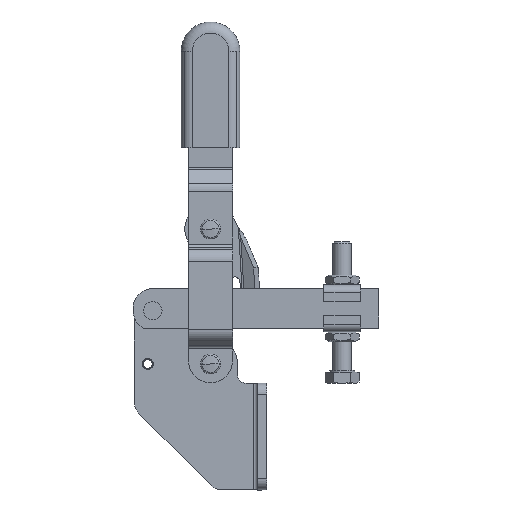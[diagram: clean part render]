
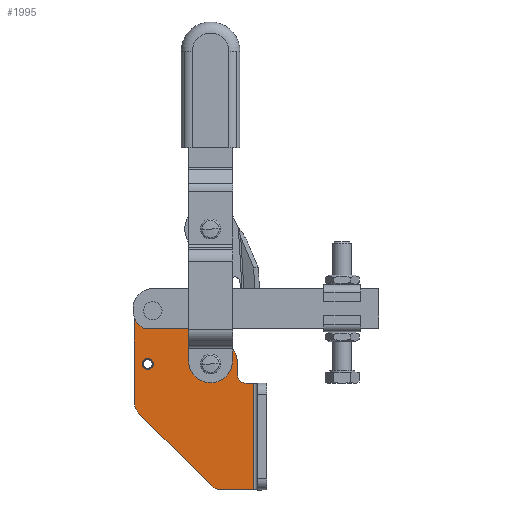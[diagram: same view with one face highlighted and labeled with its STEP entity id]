
A CAD part, top view. The second image highlights one B-rep face of the part: STEP entity #1995.
In plain terms, the highlighted free-form (B-spline) face has degree [1, 1] with [2, 2] control points.
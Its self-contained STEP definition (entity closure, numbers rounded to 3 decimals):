
#214=CARTESIAN_POINT('',(-20.859,3.07,2.5));
#215=VERTEX_POINT('',#214);
#223=CARTESIAN_POINT('',(-20.67,0.082,2.5));
#224=VERTEX_POINT('',#223);
#231=CARTESIAN_POINT('',(-19.359,1.57,2.5));
#232=VERTEX_POINT('',#231);
#233=CARTESIAN_POINT('',(-20.859,1.57,2.5));
#234=DIRECTION('',(0.0,0.0,1.0));
#235=DIRECTION('',(0.0,1.0,0.0));
#236=AXIS2_PLACEMENT_3D('',#233,#234,#235);
#237=CIRCLE('',#236,1.5);
#238=EDGE_CURVE('',#224,#232,#237,.T.);
#240=CARTESIAN_POINT('',(-20.859,1.57,2.5));
#241=DIRECTION('',(0.0,0.0,1.0));
#242=DIRECTION('',(0.0,1.0,0.0));
#243=AXIS2_PLACEMENT_3D('',#240,#241,#242);
#244=CIRCLE('',#243,1.5);
#245=EDGE_CURVE('',#232,#215,#244,.T.);
#278=CARTESIAN_POINT('',(-21.969,16.07,2.5));
#279=VERTEX_POINT('',#278);
#295=CARTESIAN_POINT('',(-16.969,16.07,2.5));
#296=VERTEX_POINT('',#295);
#303=CARTESIAN_POINT('',(-19.469,16.07,2.5));
#304=DIRECTION('',(0.0,0.0,1.0));
#305=DIRECTION('',(-1.0,0.0,0.0));
#306=AXIS2_PLACEMENT_3D('',#303,#304,#305);
#307=CIRCLE('',#306,2.5);
#308=EDGE_CURVE('',#296,#279,#307,.T.);
#607=CARTESIAN_POINT('',(-1.269,1.57,2.5));
#608=VERTEX_POINT('',#607);
#617=CARTESIAN_POINT('',(-6.269,1.57,2.5));
#618=VERTEX_POINT('',#617);
#619=CARTESIAN_POINT('',(-3.769,1.57,2.5));
#620=DIRECTION('',(0.0,0.0,-1.0));
#621=DIRECTION('',(1.0,0.0,0.0));
#622=AXIS2_PLACEMENT_3D('',#619,#620,#621);
#623=CIRCLE('',#622,2.5);
#624=EDGE_CURVE('',#618,#608,#623,.T.);
#658=CARTESIAN_POINT('',(-3.769,1.57,2.5));
#659=DIRECTION('',(0.0,0.0,-1.0));
#660=DIRECTION('',(1.0,0.0,0.0));
#661=AXIS2_PLACEMENT_3D('',#658,#659,#660);
#662=CIRCLE('',#661,2.5);
#663=EDGE_CURVE('',#608,#618,#662,.T.);
#1652=CARTESIAN_POINT('',(-21.047,0.082,2.5));
#1653=VERTEX_POINT('',#1652);
#1660=CARTESIAN_POINT('',(-20.859,1.57,2.5));
#1661=DIRECTION('',(0.0,0.0,1.0));
#1662=DIRECTION('',(-1.0,0.0,0.0));
#1663=AXIS2_PLACEMENT_3D('',#1660,#1661,#1662);
#1664=CIRCLE('',#1663,1.5);
#1665=EDGE_CURVE('',#1653,#224,#1664,.T.);
#1800=CARTESIAN_POINT('',(8.032,-32.682,2.5));
#1801=VERTEX_POINT('',#1800);
#1817=CARTESIAN_POINT('',(8.032,-3.682,2.5));
#1818=VERTEX_POINT('',#1817);
#1826=CARTESIAN_POINT('',(8.032,-3.682,2.5));
#1827=DIRECTION('',(0.0,-1.0,0.0));
#1828=VECTOR('',#1827,29.);
#1829=LINE('',#1826,#1828);
#1830=EDGE_CURVE('',#1818,#1801,#1829,.T.);
#1835=CARTESIAN_POINT('',(-24.469,21.07,2.5));
#1836=CARTESIAN_POINT('',(8.032,21.07,2.5));
#1837=CARTESIAN_POINT('',(-24.469,-32.682,2.5));
#1838=CARTESIAN_POINT('',(8.032,-32.682,2.5));
#1839=B_SPLINE_SURFACE_WITH_KNOTS('',1,1,((#1835,#1837),(#1836,#1838)),.UNSPECIFIED.,.F.,.F.,.U.,(2,2),(2,2),(0.0,32.501),(0.0,53.752),.UNSPECIFIED.);
#1840=ORIENTED_EDGE('',*,*,#1830,.F.);
#1841=CARTESIAN_POINT('',(6.031,-3.682,2.5));
#1842=VERTEX_POINT('',#1841);
#1843=CARTESIAN_POINT('',(8.032,-3.682,2.5));
#1844=DIRECTION('',(-1.0,0.0,0.0));
#1845=VECTOR('',#1844,2.001);
#1846=LINE('',#1843,#1845);
#1847=EDGE_CURVE('',#1818,#1842,#1846,.T.);
#1848=ORIENTED_EDGE('',*,*,#1847,.T.);
#1849=CARTESIAN_POINT('',(3.531,-1.182,2.5));
#1850=VERTEX_POINT('',#1849);
#1851=CARTESIAN_POINT('',(6.031,-1.182,2.5));
#1852=DIRECTION('',(0.0,0.0,-1.0));
#1853=DIRECTION('',(1.0,0.0,0.0));
#1854=AXIS2_PLACEMENT_3D('',#1851,#1852,#1853);
#1855=CIRCLE('',#1854,2.5);
#1856=EDGE_CURVE('',#1842,#1850,#1855,.T.);
#1857=ORIENTED_EDGE('',*,*,#1856,.T.);
#1858=CARTESIAN_POINT('',(3.531,1.57,2.5));
#1859=VERTEX_POINT('',#1858);
#1860=CARTESIAN_POINT('',(3.531,-1.182,2.5));
#1861=DIRECTION('',(0.0,1.0,0.0));
#1862=VECTOR('',#1861,2.752);
#1863=LINE('',#1860,#1862);
#1864=EDGE_CURVE('',#1850,#1859,#1863,.T.);
#1865=ORIENTED_EDGE('',*,*,#1864,.T.);
#1866=CARTESIAN_POINT('',(0.578,7.435,2.5));
#1867=VERTEX_POINT('',#1866);
#1868=CARTESIAN_POINT('',(-3.769,1.57,2.5));
#1869=DIRECTION('',(0.0,0.0,1.0));
#1870=DIRECTION('',(1.0,0.0,0.0));
#1871=AXIS2_PLACEMENT_3D('',#1868,#1869,#1870);
#1872=CIRCLE('',#1871,7.3);
#1873=EDGE_CURVE('',#1859,#1867,#1872,.T.);
#1874=ORIENTED_EDGE('',*,*,#1873,.T.);
#1875=CARTESIAN_POINT('',(-0.051,7.901,2.5));
#1876=VERTEX_POINT('',#1875);
#1877=CARTESIAN_POINT('',(0.578,7.435,2.5));
#1878=DIRECTION('',(-0.803,0.595,0.));
#1879=VECTOR('',#1878,0.783);
#1880=LINE('',#1877,#1879);
#1881=EDGE_CURVE('',#1867,#1876,#1880,.T.);
#1882=ORIENTED_EDGE('',*,*,#1881,.T.);
#1883=CARTESIAN_POINT('',(-3.696,9.081,2.5));
#1884=VERTEX_POINT('',#1883);
#1885=CARTESIAN_POINT('',(-3.624,3.081,2.5));
#1886=DIRECTION('',(0.,0.,1.));
#1887=DIRECTION('',(0.595,0.803,0.));
#1888=AXIS2_PLACEMENT_3D('',#1885,#1886,#1887);
#1889=CIRCLE('',#1888,6.);
#1890=EDGE_CURVE('',#1876,#1884,#1889,.T.);
#1891=ORIENTED_EDGE('',*,*,#1890,.T.);
#1892=CARTESIAN_POINT('',(-10.015,13.765,2.5));
#1893=VERTEX_POINT('',#1892);
#1894=CARTESIAN_POINT('',(-3.774,15.58,2.5));
#1895=DIRECTION('',(0.,0.,-1.));
#1896=DIRECTION('',(0.96,0.279,0.));
#1897=AXIS2_PLACEMENT_3D('',#1894,#1895,#1896);
#1898=CIRCLE('',#1897,6.5);
#1899=EDGE_CURVE('',#1884,#1893,#1898,.T.);
#1900=ORIENTED_EDGE('',*,*,#1899,.T.);
#1901=CARTESIAN_POINT('',(-12.203,16.909,2.5));
#1902=VERTEX_POINT('',#1901);
#1903=CARTESIAN_POINT('',(-15.776,12.088,2.5));
#1904=DIRECTION('',(0.,0.,1.0));
#1905=DIRECTION('',(0.96,0.279,0.));
#1906=AXIS2_PLACEMENT_3D('',#1903,#1904,#1905);
#1907=CIRCLE('',#1906,6.0);
#1908=EDGE_CURVE('',#1893,#1902,#1907,.T.);
#1909=ORIENTED_EDGE('',*,*,#1908,.T.);
#1910=CARTESIAN_POINT('',(-16.491,20.087,2.5));
#1911=VERTEX_POINT('',#1910);
#1912=CARTESIAN_POINT('',(-12.203,16.909,2.5));
#1913=DIRECTION('',(-0.803,0.595,0.));
#1914=VECTOR('',#1913,5.338);
#1915=LINE('',#1912,#1914);
#1916=EDGE_CURVE('',#1902,#1911,#1915,.T.);
#1917=ORIENTED_EDGE('',*,*,#1916,.T.);
#1918=CARTESIAN_POINT('',(-24.469,16.07,2.5));
#1919=VERTEX_POINT('',#1918);
#1920=CARTESIAN_POINT('',(-19.469,16.07,2.5));
#1921=DIRECTION('',(0.,0.,1.));
#1922=DIRECTION('',(0.595,0.803,0.));
#1923=AXIS2_PLACEMENT_3D('',#1920,#1921,#1922);
#1924=CIRCLE('',#1923,5.0);
#1925=EDGE_CURVE('',#1911,#1919,#1924,.T.);
#1926=ORIENTED_EDGE('',*,*,#1925,.T.);
#1927=CARTESIAN_POINT('',(-24.469,-8.93,2.5));
#1928=VERTEX_POINT('',#1927);
#1929=CARTESIAN_POINT('',(-24.469,16.07,2.5));
#1930=DIRECTION('',(0.0,-1.0,0.0));
#1931=VECTOR('',#1930,25.);
#1932=LINE('',#1929,#1931);
#1933=EDGE_CURVE('',#1919,#1928,#1932,.T.);
#1934=ORIENTED_EDGE('',*,*,#1933,.T.);
#1935=CARTESIAN_POINT('',(-23.297,-11.758,2.5));
#1936=VERTEX_POINT('',#1935);
#1937=CARTESIAN_POINT('',(-20.469,-8.93,2.5));
#1938=DIRECTION('',(0.0,0.0,1.0));
#1939=DIRECTION('',(-1.0,0.0,0.0));
#1940=AXIS2_PLACEMENT_3D('',#1937,#1938,#1939);
#1941=CIRCLE('',#1940,4.0);
#1942=EDGE_CURVE('',#1928,#1936,#1941,.T.);
#1943=ORIENTED_EDGE('',*,*,#1942,.T.);
#1944=CARTESIAN_POINT('',(-3.545,-31.51,2.5));
#1945=VERTEX_POINT('',#1944);
#1946=CARTESIAN_POINT('',(-23.297,-11.758,2.5));
#1947=DIRECTION('',(0.707,-0.707,0.));
#1948=VECTOR('',#1947,27.934);
#1949=LINE('',#1946,#1948);
#1950=EDGE_CURVE('',#1936,#1945,#1949,.T.);
#1951=ORIENTED_EDGE('',*,*,#1950,.T.);
#1952=CARTESIAN_POINT('',(-0.717,-32.682,2.5));
#1953=VERTEX_POINT('',#1952);
#1954=CARTESIAN_POINT('',(-0.717,-28.682,2.5));
#1955=DIRECTION('',(0.,0.,1.0));
#1956=DIRECTION('',(-0.707,-0.707,0.));
#1957=AXIS2_PLACEMENT_3D('',#1954,#1955,#1956);
#1958=CIRCLE('',#1957,4.);
#1959=EDGE_CURVE('',#1945,#1953,#1958,.T.);
#1960=ORIENTED_EDGE('',*,*,#1959,.T.);
#1961=CARTESIAN_POINT('',(-0.717,-32.682,2.5));
#1962=DIRECTION('',(1.0,0.0,0.0));
#1963=VECTOR('',#1962,8.749);
#1964=LINE('',#1961,#1963);
#1965=EDGE_CURVE('',#1953,#1801,#1964,.T.);
#1966=ORIENTED_EDGE('',*,*,#1965,.T.);
#1967=EDGE_LOOP('',(#1840,#1848,#1857,#1865,#1874,#1882,#1891,#1900,#1909,#1917,#1926,#1934,#1943,#1951,#1960,#1966));
#1968=FACE_OUTER_BOUND('',#1967,.T.);
#1969=ORIENTED_EDGE('',*,*,#624,.T.);
#1970=ORIENTED_EDGE('',*,*,#663,.T.);
#1971=EDGE_LOOP('',(#1969,#1970));
#1972=FACE_BOUND('',#1971,.T.);
#1973=ORIENTED_EDGE('',*,*,#308,.F.);
#1974=CARTESIAN_POINT('',(-19.469,16.07,2.5));
#1975=DIRECTION('',(0.0,0.0,1.0));
#1976=DIRECTION('',(-1.0,0.0,0.0));
#1977=AXIS2_PLACEMENT_3D('',#1974,#1975,#1976);
#1978=CIRCLE('',#1977,2.5);
#1979=EDGE_CURVE('',#279,#296,#1978,.T.);
#1980=ORIENTED_EDGE('',*,*,#1979,.F.);
#1981=EDGE_LOOP('',(#1973,#1980));
#1982=FACE_BOUND('',#1981,.T.);
#1983=ORIENTED_EDGE('',*,*,#245,.F.);
#1984=ORIENTED_EDGE('',*,*,#238,.F.);
#1985=ORIENTED_EDGE('',*,*,#1665,.F.);
#1986=CARTESIAN_POINT('',(-20.859,1.57,2.5));
#1987=DIRECTION('',(0.0,0.0,1.0));
#1988=DIRECTION('',(0.0,1.0,0.0));
#1989=AXIS2_PLACEMENT_3D('',#1986,#1987,#1988);
#1990=CIRCLE('',#1989,1.5);
#1991=EDGE_CURVE('',#215,#1653,#1990,.T.);
#1992=ORIENTED_EDGE('',*,*,#1991,.F.);
#1993=EDGE_LOOP('',(#1983,#1984,#1985,#1992));
#1994=FACE_BOUND('',#1993,.T.);
#1995=ADVANCED_FACE('',(#1968,#1972,#1982,#1994),#1839,.F.);
